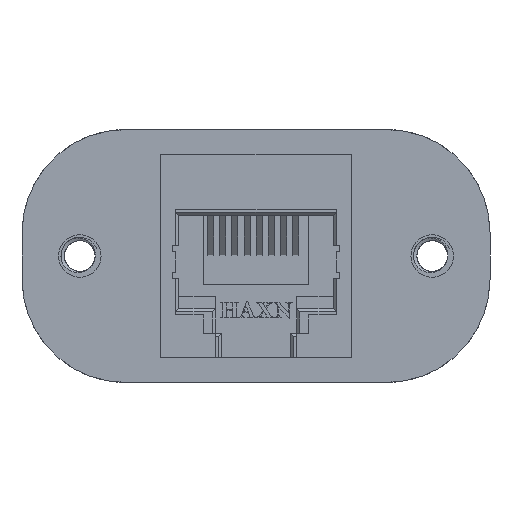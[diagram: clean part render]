
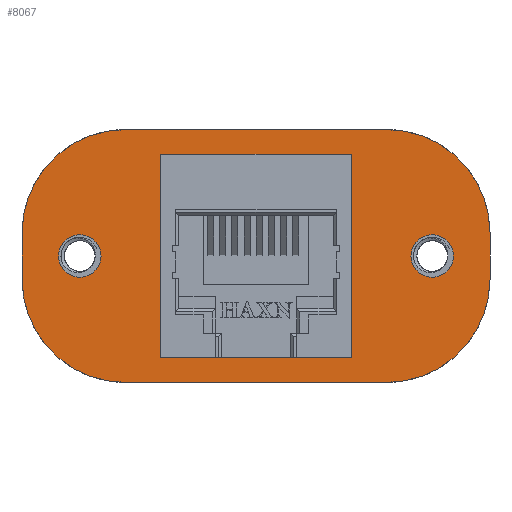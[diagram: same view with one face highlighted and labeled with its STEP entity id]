
A CAD part, front view. The second image highlights one B-rep face of the part: STEP entity #8067.
In plain terms, the highlighted planar face has unit normal (0, -1, 0).
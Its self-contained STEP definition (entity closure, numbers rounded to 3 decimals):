
#94=CIRCLE('',#8284,8.5);
#109=CIRCLE('',#8311,8.5);
#116=CIRCLE('',#8326,8.5);
#123=CIRCLE('',#8342,8.5);
#129=CIRCLE('',#8393,1.75);
#131=CIRCLE('',#8396,1.75);
#167=FACE_BOUND('',#1583,.T.);
#168=FACE_BOUND('',#1584,.T.);
#169=FACE_BOUND('',#1585,.T.);
#1128=FACE_OUTER_BOUND('',#1582,.T.);
#1582=EDGE_LOOP('',(#6911,#6912,#6913,#6914,#6915,#6916,#6917,#6918));
#1583=EDGE_LOOP('',(#6919,#6920,#6921,#6922));
#1584=EDGE_LOOP('',(#6923));
#1585=EDGE_LOOP('',(#6924));
#2036=LINE('',#14575,#2742);
#2043=LINE('',#14594,#2749);
#2051=LINE('',#14674,#2757);
#2055=LINE('',#14683,#2761);
#2100=LINE('',#14800,#2806);
#2103=LINE('',#14805,#2809);
#2105=LINE('',#14809,#2811);
#2114=LINE('',#14828,#2820);
#2742=VECTOR('',#9009,10.);
#2749=VECTOR('',#9026,10.);
#2757=VECTOR('',#9082,10.);
#2761=VECTOR('',#9092,10.);
#2806=VECTOR('',#9221,10.);
#2809=VECTOR('',#9226,10.);
#2811=VECTOR('',#9230,10.);
#2820=VECTOR('',#9259,10.);
#3612=VERTEX_POINT('',#14572);
#3613=VERTEX_POINT('',#14574);
#3619=VERTEX_POINT('',#14588);
#3620=VERTEX_POINT('',#14592);
#3639=VERTEX_POINT('',#14671);
#3640=VERTEX_POINT('',#14673);
#3641=VERTEX_POINT('',#14677);
#3642=VERTEX_POINT('',#14681);
#3671=VERTEX_POINT('',#14798);
#3672=VERTEX_POINT('',#14799);
#3673=VERTEX_POINT('',#14804);
#3674=VERTEX_POINT('',#14808);
#3704=VERTEX_POINT('',#14923);
#3706=VERTEX_POINT('',#14929);
#4647=EDGE_CURVE('',#3613,#3612,#2036,.T.);
#4655=EDGE_CURVE('',#3619,#3612,#94,.T.);
#4657=EDGE_CURVE('',#3619,#3620,#2043,.T.);
#4685=EDGE_CURVE('',#3640,#3639,#2051,.T.);
#4688=EDGE_CURVE('',#3641,#3639,#109,.T.);
#4690=EDGE_CURVE('',#3642,#3641,#2055,.T.);
#4703=EDGE_CURVE('',#3640,#3620,#116,.T.);
#4715=EDGE_CURVE('',#3613,#3642,#123,.T.);
#4749=EDGE_CURVE('',#3671,#3672,#2100,.T.);
#4752=EDGE_CURVE('',#3672,#3673,#2103,.T.);
#4754=EDGE_CURVE('',#3673,#3674,#2105,.T.);
#4763=EDGE_CURVE('',#3674,#3671,#2114,.T.);
#4809=EDGE_CURVE('',#3704,#3704,#129,.T.);
#4812=EDGE_CURVE('',#3706,#3706,#131,.T.);
#6911=ORIENTED_EDGE('',*,*,#4715,.F.);
#6912=ORIENTED_EDGE('',*,*,#4647,.T.);
#6913=ORIENTED_EDGE('',*,*,#4655,.F.);
#6914=ORIENTED_EDGE('',*,*,#4657,.T.);
#6915=ORIENTED_EDGE('',*,*,#4703,.F.);
#6916=ORIENTED_EDGE('',*,*,#4685,.T.);
#6917=ORIENTED_EDGE('',*,*,#4688,.F.);
#6918=ORIENTED_EDGE('',*,*,#4690,.F.);
#6919=ORIENTED_EDGE('',*,*,#4749,.F.);
#6920=ORIENTED_EDGE('',*,*,#4763,.F.);
#6921=ORIENTED_EDGE('',*,*,#4754,.F.);
#6922=ORIENTED_EDGE('',*,*,#4752,.F.);
#6923=ORIENTED_EDGE('',*,*,#4812,.F.);
#6924=ORIENTED_EDGE('',*,*,#4809,.F.);
#7655=PLANE('',#8398);
#8067=ADVANCED_FACE('',(#1128,#167,#168,#169),#7655,.F.);
#8284=AXIS2_PLACEMENT_3D('',#14590,#9021,#9022);
#8311=AXIS2_PLACEMENT_3D('',#14679,#9087,#9088);
#8326=AXIS2_PLACEMENT_3D('',#14708,#9125,#9126);
#8342=AXIS2_PLACEMENT_3D('',#14732,#9162,#9163);
#8393=AXIS2_PLACEMENT_3D('',#14925,#9352,#9353);
#8396=AXIS2_PLACEMENT_3D('',#14931,#9359,#9360);
#8398=AXIS2_PLACEMENT_3D('',#14933,#9363,#9364);
#9009=DIRECTION('',(1.,0.,0.));
#9021=DIRECTION('center_axis',(0.,1.,0.));
#9022=DIRECTION('ref_axis',(1.,0.,0.));
#9026=DIRECTION('',(0.,0.,1.));
#9082=DIRECTION('',(-1.,0.,0.));
#9087=DIRECTION('center_axis',(0.,1.,0.));
#9088=DIRECTION('ref_axis',(-1.,0.,0.));
#9092=DIRECTION('',(0.,0.,1.));
#9125=DIRECTION('center_axis',(0.,1.,0.));
#9126=DIRECTION('ref_axis',(0.,0.,1.));
#9162=DIRECTION('center_axis',(0.,1.,0.));
#9163=DIRECTION('ref_axis',(0.,0.,-1.));
#9221=DIRECTION('',(0.,0.,1.));
#9226=DIRECTION('',(-1.,0.,0.));
#9230=DIRECTION('',(0.,0.,-1.));
#9259=DIRECTION('',(1.,0.,0.));
#9352=DIRECTION('center_axis',(0.,-1.,0.));
#9353=DIRECTION('ref_axis',(1.,0.,0.));
#9359=DIRECTION('center_axis',(0.,-1.,0.));
#9360=DIRECTION('ref_axis',(1.,0.,0.));
#9363=DIRECTION('center_axis',(0.,1.,0.));
#9364=DIRECTION('ref_axis',(1.,0.,0.));
#14572=CARTESIAN_POINT('',(30.,0.,0.));
#14574=CARTESIAN_POINT('',(8.5,0.,0.));
#14575=CARTESIAN_POINT('',(8.5,0.,0.));
#14588=CARTESIAN_POINT('',(38.5,0.,8.5));
#14590=CARTESIAN_POINT('Origin',(30.,0.,8.5));
#14592=CARTESIAN_POINT('',(38.5,0.,12.3));
#14594=CARTESIAN_POINT('',(38.5,0.,8.5));
#14671=CARTESIAN_POINT('',(8.5,0.,20.8));
#14673=CARTESIAN_POINT('',(30.,0.,20.8));
#14674=CARTESIAN_POINT('',(30.,0.,20.8));
#14677=CARTESIAN_POINT('',(0.,0.,12.3));
#14679=CARTESIAN_POINT('Origin',(8.5,0.,12.3));
#14681=CARTESIAN_POINT('',(0.,0.,8.5));
#14683=CARTESIAN_POINT('',(0.,0.,8.5));
#14708=CARTESIAN_POINT('Origin',(30.,0.,12.3));
#14732=CARTESIAN_POINT('Origin',(8.5,0.,8.5));
#14798=CARTESIAN_POINT('',(27.1,0.,2.05));
#14799=CARTESIAN_POINT('',(27.1,0.,18.75));
#14800=CARTESIAN_POINT('',(27.1,0.,18.75));
#14804=CARTESIAN_POINT('',(11.4,0.,18.75));
#14805=CARTESIAN_POINT('',(11.4,0.,18.75));
#14808=CARTESIAN_POINT('',(11.4,0.,2.05));
#14809=CARTESIAN_POINT('',(11.4,0.,2.05));
#14828=CARTESIAN_POINT('',(27.1,0.,2.05));
#14923=CARTESIAN_POINT('',(3.,0.,10.4));
#14925=CARTESIAN_POINT('Origin',(4.75,0.,10.4));
#14929=CARTESIAN_POINT('',(32.,0.,10.4));
#14931=CARTESIAN_POINT('Origin',(33.75,0.,10.4));
#14933=CARTESIAN_POINT('Origin',(19.25,0.,10.4));
